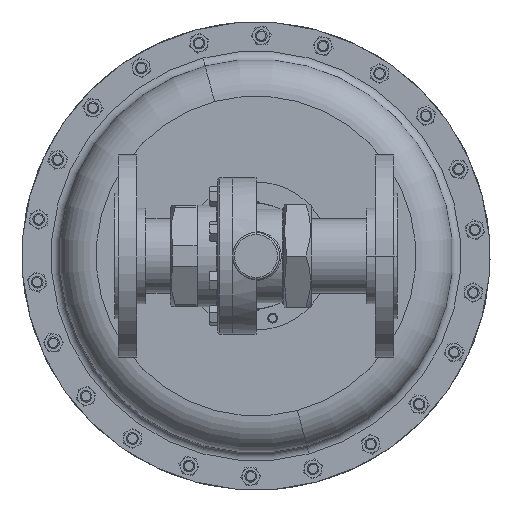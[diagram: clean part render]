
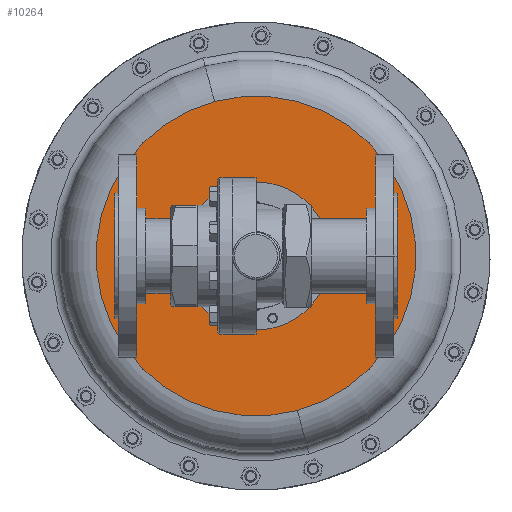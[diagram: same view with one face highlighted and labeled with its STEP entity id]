
A CAD part, front view. The second image highlights one B-rep face of the part: STEP entity #10264.
In plain terms, the highlighted planar face has unit normal (0, -1, 0).
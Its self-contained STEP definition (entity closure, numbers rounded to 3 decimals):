
#23 = EDGE_CURVE ( 'NONE', #1316, #44250, #7744, .T. ) ;
#1316 = VERTEX_POINT ( 'NONE', #47155 ) ;
#3261 = CARTESIAN_POINT ( 'NONE',  ( -4.95, 7.093, -1.326 ) ) ;
#3367 = EDGE_LOOP ( 'NONE', ( #23264, #11813 ) ) ;
#7744 = CIRCLE ( 'NONE', #46428, 2.375 ) ;
#8508 = AXIS2_PLACEMENT_3D ( 'NONE', #3261, #39343, #15324 ) ;
#8905 = ORIENTED_EDGE ( 'NONE', *, *, #40305, .F. ) ;
#9617 = FACE_BOUND ( 'NONE', #3367, .T. ) ;
#9804 = VERTEX_POINT ( 'NONE', #33061 ) ;
#10015 = ORIENTED_EDGE ( 'NONE', *, *, #27266, .F. ) ;
#10227 = CARTESIAN_POINT ( 'NONE',  ( 0., 7.093, 0. ) ) ;
#10264 = ADVANCED_FACE ( 'NONE', ( #30916, #9617 ), #31280, .T. ) ;
#11813 = ORIENTED_EDGE ( 'NONE', *, *, #23, .T. ) ;
#12175 = CARTESIAN_POINT ( 'NONE',  ( 1.679, 7.093, -1.679 ) ) ;
#12538 = AXIS2_PLACEMENT_3D ( 'NONE', #47246, #23263, #51296 ) ;
#14245 = DIRECTION ( 'NONE',  ( 0.259, 0., -0.966 ) ) ;
#15324 = DIRECTION ( 'NONE',  ( -0.259, 0., 0.966 ) ) ;
#16888 = AXIS2_PLACEMENT_3D ( 'NONE', #10227, #38272, #14245 ) ;
#18488 = CARTESIAN_POINT ( 'NONE',  ( -1.326, 7.093, 4.95 ) ) ;
#18956 = DIRECTION ( 'NONE',  ( 0., 1., 0. ) ) ;
#22860 = AXIS2_PLACEMENT_3D ( 'NONE', #42935, #18956, #46986 ) ;
#23263 = DIRECTION ( 'NONE',  ( 0., 1., 0. ) ) ;
#23264 = ORIENTED_EDGE ( 'NONE', *, *, #38028, .T. ) ;
#27266 = EDGE_CURVE ( 'NONE', #42916, #9804, #44092, .T. ) ;
#27395 = CIRCLE ( 'NONE', #16888, 5.125 ) ;
#30916 = FACE_OUTER_BOUND ( 'NONE', #31287, .T. ) ;
#31280 = PLANE ( 'NONE',  #8508 ) ;
#31287 = EDGE_LOOP ( 'NONE', ( #8905, #10015 ) ) ;
#31899 = CIRCLE ( 'NONE', #22860, 2.375 ) ;
#33061 = CARTESIAN_POINT ( 'NONE',  ( 1.326, 7.093, -4.95 ) ) ;
#36533 = DIRECTION ( 'NONE',  ( -0.707, 0., 0.707 ) ) ;
#36701 = DIRECTION ( 'NONE',  ( 0., 1., 0. ) ) ;
#36881 = CARTESIAN_POINT ( 'NONE',  ( 0., 7.093, 0. ) ) ;
#38028 = EDGE_CURVE ( 'NONE', #44250, #1316, #31899, .T. ) ;
#38272 = DIRECTION ( 'NONE',  ( 0., 1., 0. ) ) ;
#39343 = DIRECTION ( 'NONE',  ( 0., -1., 0. ) ) ;
#40305 = EDGE_CURVE ( 'NONE', #9804, #42916, #27395, .T. ) ;
#42916 = VERTEX_POINT ( 'NONE', #18488 ) ;
#42935 = CARTESIAN_POINT ( 'NONE',  ( 0., 7.093, 0. ) ) ;
#44092 = CIRCLE ( 'NONE', #12538, 5.125 ) ;
#44250 = VERTEX_POINT ( 'NONE', #12175 ) ;
#46428 = AXIS2_PLACEMENT_3D ( 'NONE', #36881, #36701, #36533 ) ;
#46986 = DIRECTION ( 'NONE',  ( -0.707, 0., 0.707 ) ) ;
#47155 = CARTESIAN_POINT ( 'NONE',  ( -1.679, 7.093, 1.679 ) ) ;
#47246 = CARTESIAN_POINT ( 'NONE',  ( 0., 7.093, 0. ) ) ;
#51296 = DIRECTION ( 'NONE',  ( 0.259, 0., -0.966 ) ) ;
